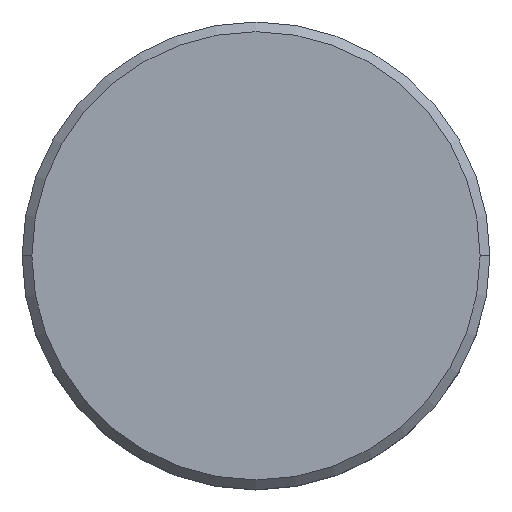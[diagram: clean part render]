
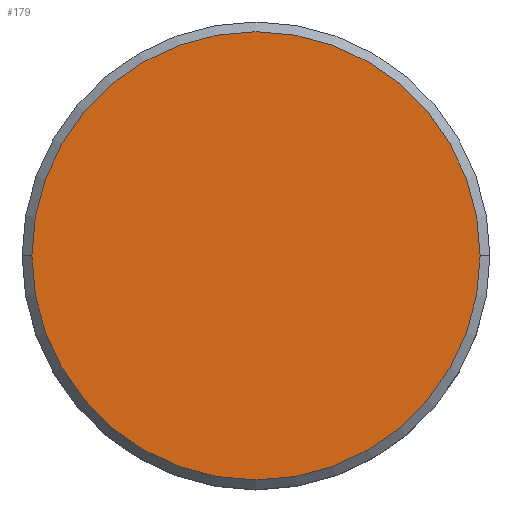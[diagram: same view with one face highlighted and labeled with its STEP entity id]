
A CAD part, top view. The second image highlights one B-rep face of the part: STEP entity #179.
In plain terms, the highlighted planar face has unit normal (0, 0, 1).
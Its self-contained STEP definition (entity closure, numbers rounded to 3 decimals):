
#10 = ORIENTED_EDGE ( 'NONE', *, *, #213, .T. ) ;
#31 = AXIS2_PLACEMENT_3D ( 'NONE', #89, #56, #218 ) ;
#56 = DIRECTION ( 'NONE',  ( 0., 0., 1. ) ) ;
#58 = FACE_OUTER_BOUND ( 'NONE', #136, .T. ) ;
#60 = DIRECTION ( 'NONE',  ( 0., 0., 1. ) ) ;
#65 = DIRECTION ( 'NONE',  ( 0., 0., 1. ) ) ;
#89 = CARTESIAN_POINT ( 'NONE',  ( 0., 0., 0. ) ) ;
#130 = AXIS2_PLACEMENT_3D ( 'NONE', #415, #60, #193 ) ;
#133 = EDGE_CURVE ( 'NONE', #416, #421, #243, .T. ) ;
#136 = EDGE_LOOP ( 'NONE', ( #10, #398 ) ) ;
#137 = CARTESIAN_POINT ( 'NONE',  ( 0., 0., 0. ) ) ;
#179 = ADVANCED_FACE ( 'NONE', ( #58 ), #266, .T. ) ;
#193 = DIRECTION ( 'NONE',  ( 1., 0., 0. ) ) ;
#212 = AXIS2_PLACEMENT_3D ( 'NONE', #137, #65, #274 ) ;
#213 = EDGE_CURVE ( 'NONE', #421, #416, #288, .T. ) ;
#218 = DIRECTION ( 'NONE',  ( 1., 0., 0. ) ) ;
#243 = CIRCLE ( 'NONE', #31, 11.5 ) ;
#266 = PLANE ( 'NONE',  #130 ) ;
#274 = DIRECTION ( 'NONE',  ( 1., 0., 0. ) ) ;
#288 = CIRCLE ( 'NONE', #212, 11.5 ) ;
#323 = CARTESIAN_POINT ( 'NONE',  ( 11.5, 0., 0. ) ) ;
#360 = CARTESIAN_POINT ( 'NONE',  ( -11.5, 0., 0. ) ) ;
#398 = ORIENTED_EDGE ( 'NONE', *, *, #133, .T. ) ;
#415 = CARTESIAN_POINT ( 'NONE',  ( 0., 0., 0. ) ) ;
#416 = VERTEX_POINT ( 'NONE', #323 ) ;
#421 = VERTEX_POINT ( 'NONE', #360 ) ;
